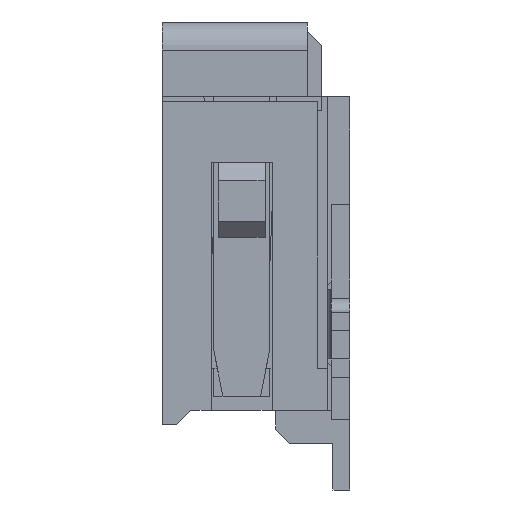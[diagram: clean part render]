
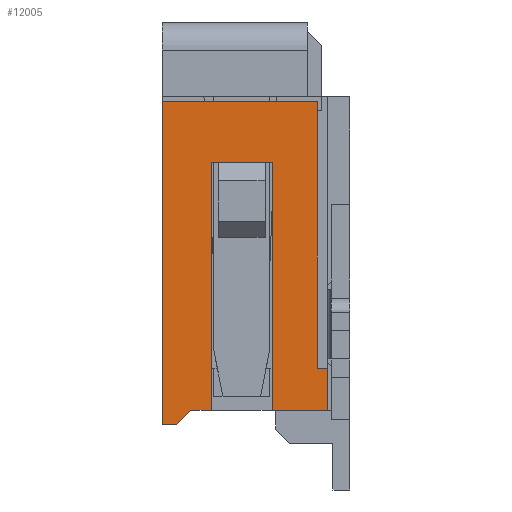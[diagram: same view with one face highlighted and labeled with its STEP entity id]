
A CAD part, left-side view. The second image highlights one B-rep face of the part: STEP entity #12005.
In plain terms, the highlighted planar face has unit normal (-1, 0, 0).
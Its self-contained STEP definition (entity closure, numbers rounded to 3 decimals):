
#13=DIRECTION('',(0.,-1.,0.));
#14=VECTOR('',#13,0.15);
#15=CARTESIAN_POINT('',(-7.15,2.,0.));
#16=LINE('',#15,#14);
#17=DIRECTION('',(0.,-1.,0.));
#18=VECTOR('',#17,1.65);
#19=CARTESIAN_POINT('',(-7.15,2.,3.45));
#20=LINE('',#19,#18);
#21=DIRECTION('',(0.,0.,-1.));
#22=VECTOR('',#21,2.85);
#23=CARTESIAN_POINT('',(-7.15,0.35,3.45));
#24=LINE('',#23,#22);
#25=DIRECTION('',(0.,1.,0.));
#26=VECTOR('',#25,0.11);
#27=CARTESIAN_POINT('',(-7.15,0.24,0.6));
#28=LINE('',#27,#26);
#29=DIRECTION('',(0.,0.,-1.));
#30=VECTOR('',#29,0.45);
#31=CARTESIAN_POINT('',(-7.15,0.24,0.6));
#32=LINE('',#31,#30);
#33=DIRECTION('',(0.,1.,0.));
#34=VECTOR('',#33,0.59);
#35=CARTESIAN_POINT('',(-7.15,0.24,0.15));
#36=LINE('',#35,#34);
#37=DIRECTION('',(0.,0.,1.));
#38=VECTOR('',#37,2.65);
#39=CARTESIAN_POINT('',(-7.15,0.83,0.15));
#40=LINE('',#39,#38);
#41=DIRECTION('',(0.,1.,0.));
#42=VECTOR('',#41,0.65);
#43=CARTESIAN_POINT('',(-7.15,0.83,2.8));
#44=LINE('',#43,#42);
#45=DIRECTION('',(0.,0.,1.));
#46=VECTOR('',#45,2.65);
#47=CARTESIAN_POINT('',(-7.15,1.48,0.15));
#48=LINE('',#47,#46);
#49=DIRECTION('',(0.,1.,0.));
#50=VECTOR('',#49,0.22);
#51=CARTESIAN_POINT('',(-7.15,1.48,0.15));
#52=LINE('',#51,#50);
#53=DIRECTION('',(0.,-0.707,0.707));
#54=VECTOR('',#53,0.212);
#55=CARTESIAN_POINT('',(-7.15,1.85,0.));
#56=LINE('',#55,#54);
#57=DIRECTION('',(0.,0.,1.));
#58=VECTOR('',#57,3.45);
#59=CARTESIAN_POINT('',(-7.15,2.,0.));
#60=LINE('',#59,#58);
#9034=CARTESIAN_POINT('',(-7.15,2.,0.));
#9036=VERTEX_POINT('',#9034);
#9155=CARTESIAN_POINT('',(-7.15,0.83,2.8));
#9156=CARTESIAN_POINT('',(-7.15,1.48,2.8));
#9157=VERTEX_POINT('',#9155);
#9158=VERTEX_POINT('',#9156);
#9159=CARTESIAN_POINT('',(-7.15,0.83,0.15));
#9160=VERTEX_POINT('',#9159);
#9161=CARTESIAN_POINT('',(-7.15,1.48,0.15));
#9162=VERTEX_POINT('',#9161);
#9329=CARTESIAN_POINT('',(-7.15,1.85,0.));
#9331=VERTEX_POINT('',#9329);
#9335=CARTESIAN_POINT('',(-7.15,1.7,0.15));
#9336=VERTEX_POINT('',#9335);
#9917=CARTESIAN_POINT('',(-7.15,0.24,0.15));
#9919=VERTEX_POINT('',#9917);
#9929=CARTESIAN_POINT('',(-7.15,0.24,0.6));
#9930=CARTESIAN_POINT('',(-7.15,0.35,0.6));
#9931=VERTEX_POINT('',#9929);
#9932=VERTEX_POINT('',#9930);
#9959=CARTESIAN_POINT('',(-7.15,2.,3.45));
#9961=VERTEX_POINT('',#9959);
#9963=CARTESIAN_POINT('',(-7.15,0.35,3.45));
#9964=VERTEX_POINT('',#9963);
#11976=CARTESIAN_POINT('',(-7.15,2.,0.));
#11977=DIRECTION('',(-1.,0.,0.));
#11978=DIRECTION('',(0.,-1.,0.));
#11979=AXIS2_PLACEMENT_3D('',#11976,#11977,#11978);
#11980=PLANE('',#11979);
#11982=ORIENTED_EDGE('',*,*,#11981,.T.);
#11984=ORIENTED_EDGE('',*,*,#11983,.T.);
#11986=ORIENTED_EDGE('',*,*,#11985,.F.);
#11988=ORIENTED_EDGE('',*,*,#11987,.T.);
#11990=ORIENTED_EDGE('',*,*,#11989,.T.);
#11992=ORIENTED_EDGE('',*,*,#11991,.T.);
#11994=ORIENTED_EDGE('',*,*,#11993,.T.);
#11996=ORIENTED_EDGE('',*,*,#11995,.F.);
#11998=ORIENTED_EDGE('',*,*,#11997,.T.);
#11999=ORIENTED_EDGE('',*,*,#11967,.F.);
#12000=ORIENTED_EDGE('',*,*,#11956,.F.);
#12002=ORIENTED_EDGE('',*,*,#12001,.T.);
#12003=EDGE_LOOP('',(#11982,#11984,#11986,#11988,#11990,#11992,#11994,#11996,
#11998,#11999,#12000,#12002));
#12004=FACE_OUTER_BOUND('',#12003,.F.);
#12005=ADVANCED_FACE('',(#12004),#11980,.T.);
#11956=EDGE_CURVE('',#9036,#9331,#16,.T.);
#11967=EDGE_CURVE('',#9331,#9336,#56,.T.);
#11981=EDGE_CURVE('',#9961,#9964,#20,.T.);
#11983=EDGE_CURVE('',#9964,#9932,#24,.T.);
#11985=EDGE_CURVE('',#9931,#9932,#28,.T.);
#11987=EDGE_CURVE('',#9931,#9919,#32,.T.);
#11989=EDGE_CURVE('',#9919,#9160,#36,.T.);
#11991=EDGE_CURVE('',#9160,#9157,#40,.T.);
#11993=EDGE_CURVE('',#9157,#9158,#44,.T.);
#11995=EDGE_CURVE('',#9162,#9158,#48,.T.);
#11997=EDGE_CURVE('',#9162,#9336,#52,.T.);
#12001=EDGE_CURVE('',#9036,#9961,#60,.T.);
